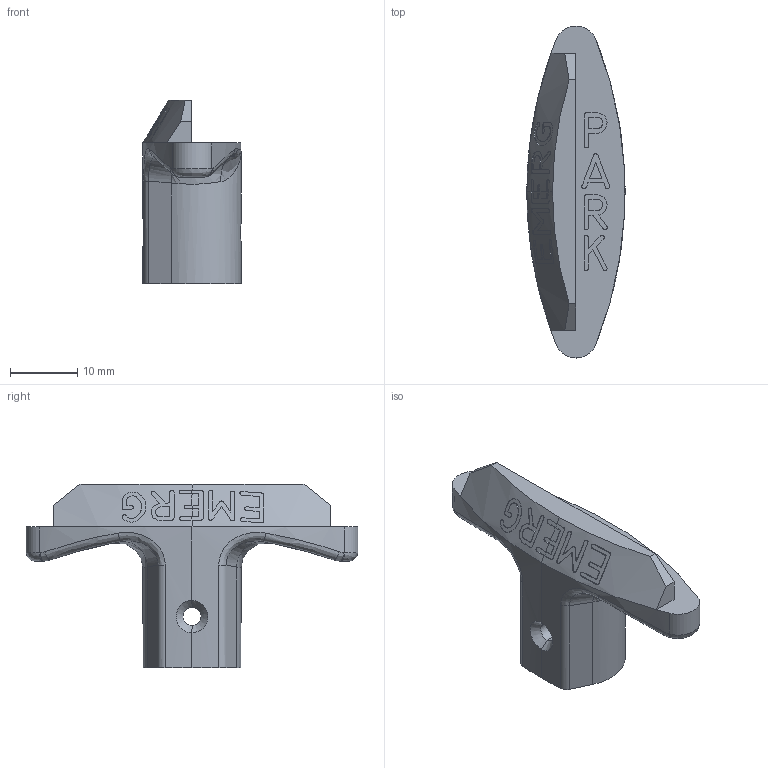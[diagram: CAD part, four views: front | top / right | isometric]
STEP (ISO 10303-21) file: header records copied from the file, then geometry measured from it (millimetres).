
FILE_DESCRIPTION (( 'STEP AP214' ), '1' );
FILE_NAME ('Parking Brake Handle.STEP', '2021-03-27T08:37:36', ( '' ), ( '' ), 'SwSTEP 2.0', 'SolidWorks 2019', '' );
FILE_SCHEMA (( 'AUTOMOTIVE_DESIGN' ));
Length unit declared in the file: inch
Products named in the file (1): Parking Brake Handle
Bounding box: 14.61 x 49.4 x 27.3 mm (x, y, z)
Volume: 5265.2 mm3; surface area: 3122.4 mm2
Topology: 1 solids, 1 shells, 261 faces, 715 edges, 461 vertices
Faces by surface type: bspline 166, plane 61, cylinder 19, cone 15
Entity records: 17799 total; most frequent: CARTESIAN_POINT 9282, ORIENTED_EDGE 1422, EDGE_CURVE 711, B_SPLINE_CURVE_WITH_KNOTS 477, VERTEX_POINT 461, DIRECTION 449, EDGE_LOOP 274, FACE_OUTER_BOUND 261
